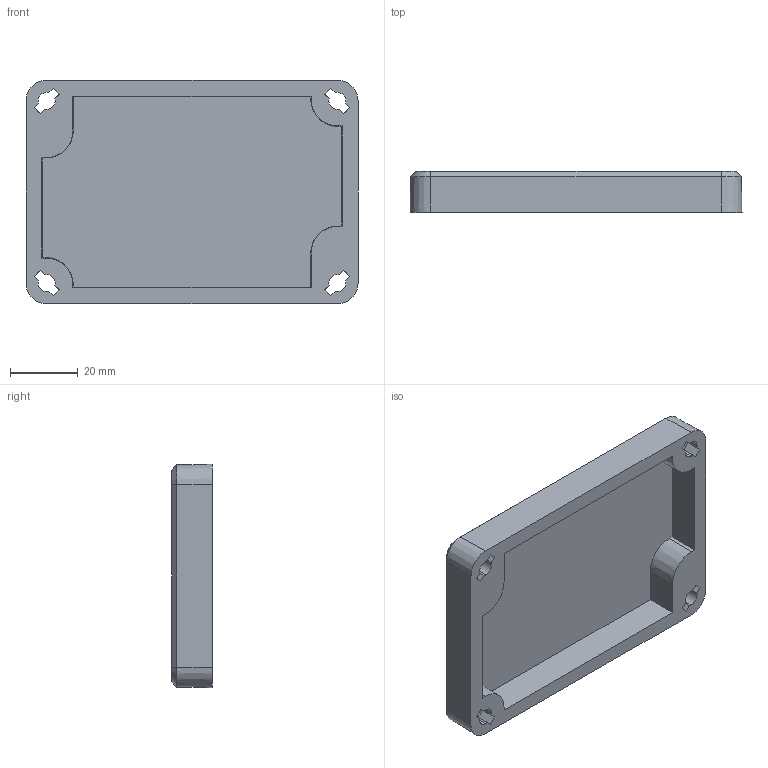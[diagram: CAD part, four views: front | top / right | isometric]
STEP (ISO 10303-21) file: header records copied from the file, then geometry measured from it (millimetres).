
FILE_DESCRIPTION (( 'STEP AP203' ), '1' );
FILE_NAME ('FIBOX_EU071001C.STEP', '2005-08-03T08:13:33', ( ' ' ), ( ' ' ), 'SwSTEP 2.0', 'SolidWorks 2005187', '' );
FILE_SCHEMA (( 'CONFIG_CONTROL_DESIGN' ));
Length unit declared in the file: millimetre
Products named in the file (1): FIBOX_EU071001C
Bounding box: 98 x 12 x 66 mm (x, y, z)
Volume: 32535.6 mm3; surface area: 19785.3 mm2
Topology: 1 solids, 1 shells, 111 faces, 284 edges, 176 vertices
Faces by surface type: plane 79, cylinder 20, cone 12
Entity records: 3423 total; most frequent: DIRECTION 600, CARTESIAN_POINT 572, ORIENTED_EDGE 568, EDGE_CURVE 284, AXIS2_PLACEMENT_3D 204, VECTOR 192, LINE 192, VERTEX_POINT 176
